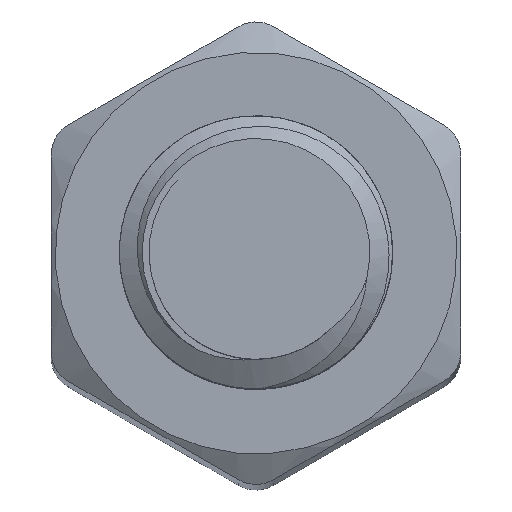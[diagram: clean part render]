
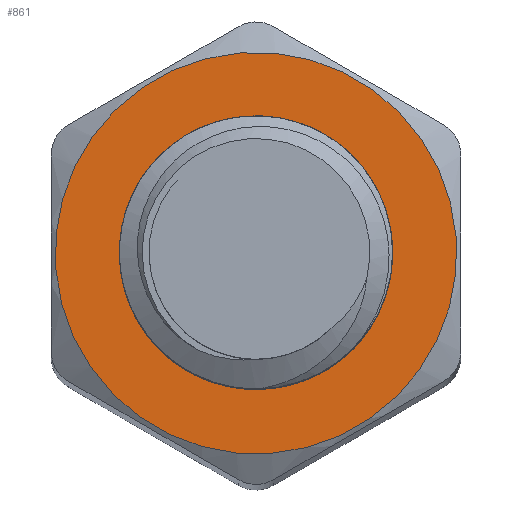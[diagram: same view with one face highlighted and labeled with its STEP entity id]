
A CAD part, top view. The second image highlights one B-rep face of the part: STEP entity #861.
In plain terms, the highlighted planar face has unit normal (0, 0, 1).
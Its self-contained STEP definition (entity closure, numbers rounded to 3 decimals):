
#22=FACE_BOUND('',#145,.T.);
#26=PLANE('',#946);
#93=FACE_OUTER_BOUND('',#144,.T.);
#144=EDGE_LOOP('',(#718));
#145=EDGE_LOOP('',(#719));
#174=CIRCLE('',#929,1.425);
#183=CIRCLE('',#943,2.205);
#373=VERTEX_POINT('',#3470);
#383=VERTEX_POINT('',#3638);
#485=EDGE_CURVE('',#373,#373,#174,.T.);
#501=EDGE_CURVE('',#383,#383,#183,.T.);
#718=ORIENTED_EDGE('',*,*,#501,.F.);
#719=ORIENTED_EDGE('',*,*,#485,.T.);
#861=ADVANCED_FACE('',(#93,#22),#26,.T.);
#929=AXIS2_PLACEMENT_3D('',#3471,#1056,#1057);
#943=AXIS2_PLACEMENT_3D('',#3639,#1086,#1087);
#946=AXIS2_PLACEMENT_3D('',#3753,#1093,#1094);
#1056=DIRECTION('center_axis',(0.,0.,-1.));
#1057=DIRECTION('ref_axis',(0.,-1.,0.));
#1086=DIRECTION('center_axis',(0.,0.,-1.));
#1087=DIRECTION('ref_axis',(-1.,0.,0.));
#1093=DIRECTION('center_axis',(0.,0.,1.));
#1094=DIRECTION('ref_axis',(-1.,0.,0.));
#3470=CARTESIAN_POINT('',(18.575,40.,36.));
#3471=CARTESIAN_POINT('Origin',(20.,40.,36.));
#3638=CARTESIAN_POINT('',(18.719,38.206,36.));
#3639=CARTESIAN_POINT('Origin',(20.,40.,36.));
#3753=CARTESIAN_POINT('Origin',(22.646,37.354,36.));
